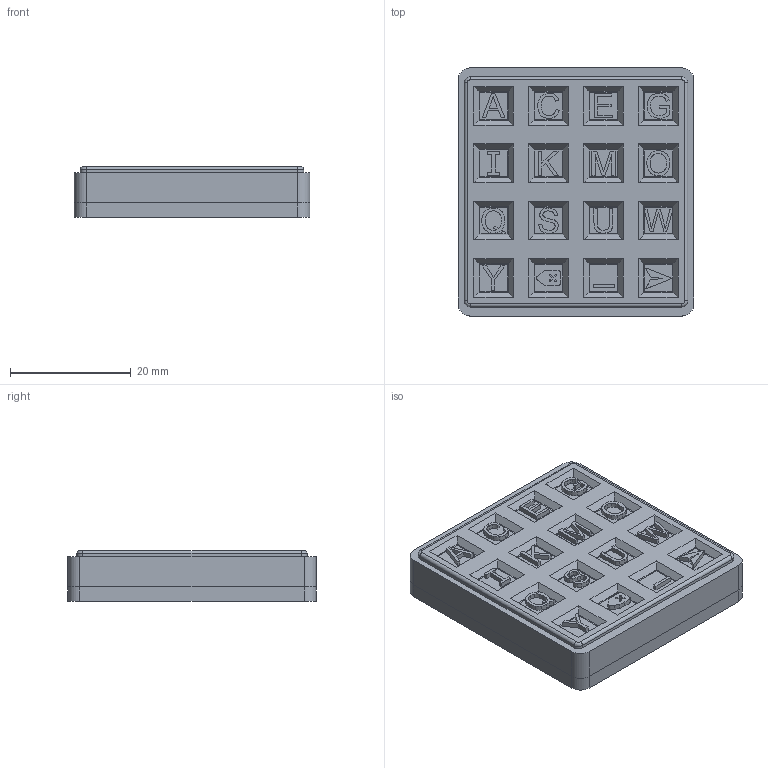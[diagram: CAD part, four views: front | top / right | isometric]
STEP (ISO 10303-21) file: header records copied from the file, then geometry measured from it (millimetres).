
FILE_DESCRIPTION(/* description */ ('','CAx-IF Rec.Pracs.---Representation and Presentation of Product Manufacturing Information (PMI)---4.0---2014-10-13'),/* implementation_level */ '2;1');
FILE_NAME(/* name */ 'Button Matrix Keyboard.step',/* time_stamp */ '2025-01-05T14:54:28-05:00',/* author */ (''),/* organization */ (''),/* preprocessor_version */ 'ST-DEVELOPER v20',/* originating_system */ 'Autodesk Translation Framework v13.20.0.188',/* authorisation */ '');
FILE_SCHEMA (('AP242_MANAGED_MODEL_BASED_3D_ENGINEERING_MIM_LF { 1 0 10303 442 1 1 4 }'));
Length unit declared in the file: millimetre
Products named in the file (4): wemos stuff for button matrix; Base; Top; Keycap
Assembly tree (3 placements, depth 2):
  wemos stuff for button matrix
    Base
    Top
    Keycap
Bounding box: 39 x 41.1 x 8.4 mm (x, y, z)
Volume: 9918.9 mm3; surface area: 13115.9 mm2
Topology: 19 solids, 19 shells, 710 faces, 1906 edges, 1268 vertices
Faces by surface type: plane 519, bspline 175, cylinder 16
Entity records: 22422 total; most frequent: CARTESIAN_POINT 5578, ORIENTED_EDGE 3812, DIRECTION 2684, EDGE_CURVE 1906, LINE 1528, VECTOR 1528, VERTEX_POINT 1268, EDGE_LOOP 840
